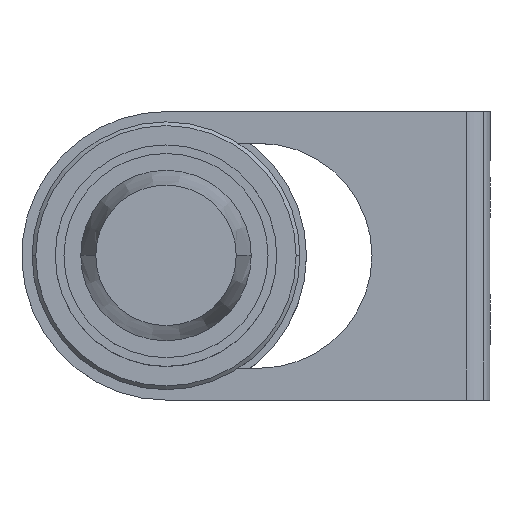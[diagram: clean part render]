
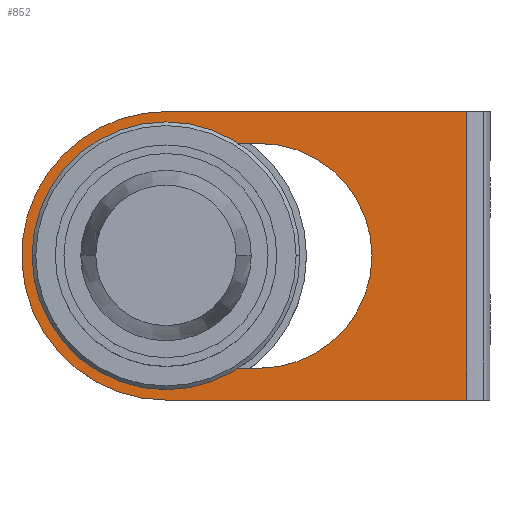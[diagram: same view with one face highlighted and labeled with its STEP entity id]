
A CAD part, top view. The second image highlights one B-rep face of the part: STEP entity #852.
In plain terms, the highlighted planar face has unit normal (0, 0, 1).
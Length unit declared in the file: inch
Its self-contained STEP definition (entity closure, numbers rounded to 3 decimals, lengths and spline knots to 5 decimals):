
#264=CARTESIAN_POINT('',(-2.62782,1.01423,1.3394));
#265=VERTEX_POINT('',#264);
#281=CARTESIAN_POINT('',(-2.08335,-0.30025,1.3394));
#282=VERTEX_POINT('',#281);
#289=CARTESIAN_POINT('',(-2.08335,0.46975,1.3394));
#290=DIRECTION('',(0.0,0.0,-1.0));
#291=DIRECTION('',(-0.707,0.707,0.0));
#292=AXIS2_PLACEMENT_3D('',#289,#290,#291);
#293=CIRCLE('',#292,0.77);
#294=EDGE_CURVE('',#282,#265,#293,.T.);
#304=CARTESIAN_POINT('',(-2.68335,0.46975,1.3394));
#305=VERTEX_POINT('',#304);
#314=CARTESIAN_POINT('',(-2.08335,-0.13025,1.3394));
#315=VERTEX_POINT('',#314);
#316=CARTESIAN_POINT('',(-2.08335,0.46975,1.3394));
#317=DIRECTION('',(0.0,0.0,-1.0));
#318=DIRECTION('',(-1.0,0.0,0.0));
#319=AXIS2_PLACEMENT_3D('',#316,#317,#318);
#320=CIRCLE('',#319,0.6);
#321=EDGE_CURVE('',#315,#305,#320,.T.);
#346=CARTESIAN_POINT('',(-0.98335,0.46975,1.3394));
#347=VERTEX_POINT('',#346);
#356=CARTESIAN_POINT('',(-1.58335,1.06975,1.3394));
#357=VERTEX_POINT('',#356);
#358=CARTESIAN_POINT('',(-1.58335,0.46975,1.3394));
#359=DIRECTION('',(0.0,0.0,-1.0));
#360=DIRECTION('',(1.0,0.0,0.0));
#361=AXIS2_PLACEMENT_3D('',#358,#359,#360);
#362=CIRCLE('',#361,0.6);
#363=EDGE_CURVE('',#357,#347,#362,.T.);
#440=CARTESIAN_POINT('',(-0.47835,1.23975,1.3394));
#441=VERTEX_POINT('',#440);
#449=CARTESIAN_POINT('',(-0.47835,-0.30025,1.3394));
#450=VERTEX_POINT('',#449);
#451=CARTESIAN_POINT('',(-0.47835,1.23975,1.3394));
#452=DIRECTION('',(0.0,-1.0,0.0));
#453=VECTOR('',#452,1.54);
#454=LINE('',#451,#453);
#455=EDGE_CURVE('',#441,#450,#454,.T.);
#677=CARTESIAN_POINT('',(-0.47835,-0.30025,1.3394));
#678=DIRECTION('',(-1.0,0.0,0.0));
#679=VECTOR('',#678,1.605);
#680=LINE('',#677,#679);
#681=EDGE_CURVE('',#450,#282,#680,.T.);
#793=CARTESIAN_POINT('',(-0.35335,1.23975,1.3394));
#794=DIRECTION('',(0.0,0.0,-1.0));
#795=DIRECTION('',(1.0,0.0,0.0));
#796=AXIS2_PLACEMENT_3D('',#793,#794,#795);
#797=PLANE('',#796);
#798=ORIENTED_EDGE('',*,*,#455,.F.);
#799=CARTESIAN_POINT('',(-2.08335,1.23975,1.3394));
#800=VERTEX_POINT('',#799);
#801=CARTESIAN_POINT('',(-2.08335,1.23975,1.3394));
#802=DIRECTION('',(1.0,0.0,0.0));
#803=VECTOR('',#802,1.605);
#804=LINE('',#801,#803);
#805=EDGE_CURVE('',#800,#441,#804,.T.);
#806=ORIENTED_EDGE('',*,*,#805,.F.);
#807=CARTESIAN_POINT('',(-2.08335,0.46975,1.3394));
#808=DIRECTION('',(0.0,0.0,-1.0));
#809=DIRECTION('',(-0.707,0.707,0.0));
#810=AXIS2_PLACEMENT_3D('',#807,#808,#809);
#811=CIRCLE('',#810,0.77);
#812=EDGE_CURVE('',#265,#800,#811,.T.);
#813=ORIENTED_EDGE('',*,*,#812,.F.);
#814=ORIENTED_EDGE('',*,*,#294,.F.);
#815=ORIENTED_EDGE('',*,*,#681,.F.);
#816=EDGE_LOOP('',(#798,#806,#813,#814,#815));
#817=FACE_OUTER_BOUND('',#816,.T.);
#818=CARTESIAN_POINT('',(-2.08335,1.06975,1.3394));
#819=VERTEX_POINT('',#818);
#820=CARTESIAN_POINT('',(-2.08335,1.06975,1.3394));
#821=DIRECTION('',(1.0,0.0,0.0));
#822=VECTOR('',#821,0.5);
#823=LINE('',#820,#822);
#824=EDGE_CURVE('',#819,#357,#823,.T.);
#825=ORIENTED_EDGE('',*,*,#824,.T.);
#826=ORIENTED_EDGE('',*,*,#363,.T.);
#827=CARTESIAN_POINT('',(-1.58335,-0.13025,1.3394));
#828=VERTEX_POINT('',#827);
#829=CARTESIAN_POINT('',(-1.58335,0.46975,1.3394));
#830=DIRECTION('',(0.0,0.0,-1.0));
#831=DIRECTION('',(1.0,0.0,0.0));
#832=AXIS2_PLACEMENT_3D('',#829,#830,#831);
#833=CIRCLE('',#832,0.6);
#834=EDGE_CURVE('',#347,#828,#833,.T.);
#835=ORIENTED_EDGE('',*,*,#834,.T.);
#836=CARTESIAN_POINT('',(-1.58335,-0.13025,1.3394));
#837=DIRECTION('',(-1.0,0.0,0.0));
#838=VECTOR('',#837,0.5);
#839=LINE('',#836,#838);
#840=EDGE_CURVE('',#828,#315,#839,.T.);
#841=ORIENTED_EDGE('',*,*,#840,.T.);
#842=ORIENTED_EDGE('',*,*,#321,.T.);
#843=CARTESIAN_POINT('',(-2.08335,0.46975,1.3394));
#844=DIRECTION('',(0.0,0.0,-1.0));
#845=DIRECTION('',(-1.0,0.0,0.0));
#846=AXIS2_PLACEMENT_3D('',#843,#844,#845);
#847=CIRCLE('',#846,0.6);
#848=EDGE_CURVE('',#305,#819,#847,.T.);
#849=ORIENTED_EDGE('',*,*,#848,.T.);
#850=EDGE_LOOP('',(#825,#826,#835,#841,#842,#849));
#851=FACE_BOUND('',#850,.T.);
#852=ADVANCED_FACE('',(#817,#851),#797,.F.);
